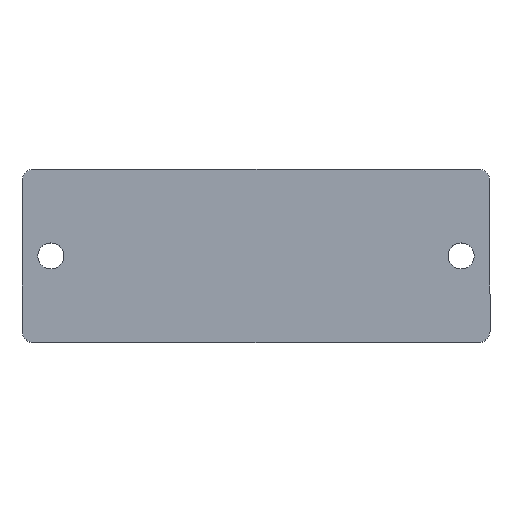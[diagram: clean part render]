
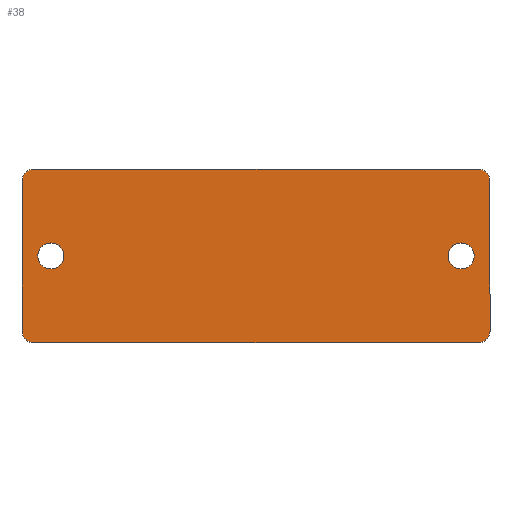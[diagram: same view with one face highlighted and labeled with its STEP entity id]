
A CAD part, top view. The second image highlights one B-rep face of the part: STEP entity #38.
In plain terms, the highlighted planar face has unit normal (0, 0, 1).
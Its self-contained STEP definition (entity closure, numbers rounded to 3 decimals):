
#7 = ORIENTED_EDGE ( 'NONE', *, *, #54, .T. ) ;
#8 = ORIENTED_EDGE ( 'NONE', *, *, #101, .T. ) ;
#17 = VERTEX_POINT ( 'NONE', #288 ) ;
#25 = ORIENTED_EDGE ( 'NONE', *, *, #43, .T. ) ;
#27 = EDGE_CURVE ( 'NONE', #212, #213, #266, .T. ) ;
#28 = ORIENTED_EDGE ( 'NONE', *, *, #70, .T. ) ;
#33 = VERTEX_POINT ( 'NONE', #270 ) ;
#35 = EDGE_LOOP ( 'NONE', ( #25, #64, #56, #50, #7, #28, #88, #8 ) ) ;
#36 = VERTEX_POINT ( 'NONE', #320 ) ;
#38 = ADVANCED_FACE ( 'NONE', ( #306, #321, #312 ), #319, .T. ) ;
#39 = VERTEX_POINT ( 'NONE', #313 ) ;
#40 = VERTEX_POINT ( 'NONE', #300 ) ;
#41 = EDGE_CURVE ( 'NONE', #39, #17, #309, .T. ) ;
#43 = EDGE_CURVE ( 'NONE', #48, #39, #297, .T. ) ;
#46 = ORIENTED_EDGE ( 'NONE', *, *, #53, .T. ) ;
#47 = ORIENTED_EDGE ( 'NONE', *, *, #176, .T. ) ;
#48 = VERTEX_POINT ( 'NONE', #296 ) ;
#49 = VERTEX_POINT ( 'NONE', #305 ) ;
#50 = ORIENTED_EDGE ( 'NONE', *, *, #55, .T. ) ;
#51 = EDGE_LOOP ( 'NONE', ( #46, #47 ) ) ;
#53 = EDGE_CURVE ( 'NONE', #183, #191, #299, .T. ) ;
#54 = EDGE_CURVE ( 'NONE', #33, #49, #314, .T. ) ;
#55 = EDGE_CURVE ( 'NONE', #36, #33, #351, .T. ) ;
#56 = ORIENTED_EDGE ( 'NONE', *, *, #72, .T. ) ;
#57 = EDGE_CURVE ( 'NONE', #40, #63, #335, .T. ) ;
#59 = ORIENTED_EDGE ( 'NONE', *, *, #27, .F. ) ;
#63 = VERTEX_POINT ( 'NONE', #380 ) ;
#64 = ORIENTED_EDGE ( 'NONE', *, *, #41, .T. ) ;
#68 = EDGE_LOOP ( 'NONE', ( #71, #59 ) ) ;
#70 = EDGE_CURVE ( 'NONE', #49, #40, #328, .T. ) ;
#71 = ORIENTED_EDGE ( 'NONE', *, *, #210, .F. ) ;
#72 = EDGE_CURVE ( 'NONE', #17, #36, #369, .T. ) ;
#88 = ORIENTED_EDGE ( 'NONE', *, *, #57, .T. ) ;
#101 = EDGE_CURVE ( 'NONE', #63, #48, #406, .T. ) ;
#176 = EDGE_CURVE ( 'NONE', #191, #183, #516, .T. ) ;
#183 = VERTEX_POINT ( 'NONE', #554 ) ;
#191 = VERTEX_POINT ( 'NONE', #551 ) ;
#210 = EDGE_CURVE ( 'NONE', #213, #212, #585, .T. ) ;
#212 = VERTEX_POINT ( 'NONE', #583 ) ;
#213 = VERTEX_POINT ( 'NONE', #595 ) ;
#264 = CARTESIAN_POINT ( 'NONE',  ( 35.5, 0., 8.5 ) ) ;
#265 = AXIS2_PLACEMENT_3D ( 'NONE', #264, #327, #326 ) ;
#266 = CIRCLE ( 'NONE', #265, 2.25 ) ;
#270 = CARTESIAN_POINT ( 'NONE',  ( 40.5, -13., 8.5 ) ) ;
#288 = CARTESIAN_POINT ( 'NONE',  ( -38.5, -15., 8.5 ) ) ;
#296 = CARTESIAN_POINT ( 'NONE',  ( -40.5, 13., 8.5 ) ) ;
#297 = LINE ( 'NONE', #354, #353 ) ;
#299 = CIRCLE ( 'NONE', #350, 2.25 ) ;
#300 = CARTESIAN_POINT ( 'NONE',  ( 38.5, 15., 8.5 ) ) ;
#301 = DIRECTION ( 'NONE',  ( 1., 0., 0. ) ) ;
#302 = DIRECTION ( 'NONE',  ( 0., 0., 1. ) ) ;
#303 = CARTESIAN_POINT ( 'NONE',  ( -40.5, -15., 8.5 ) ) ;
#304 = AXIS2_PLACEMENT_3D ( 'NONE', #311, #357, #356 ) ;
#305 = CARTESIAN_POINT ( 'NONE',  ( 40.5, 13., 8.5 ) ) ;
#306 = FACE_BOUND ( 'NONE', #51, .T. ) ;
#309 = CIRCLE ( 'NONE', #304, 2. ) ;
#310 = AXIS2_PLACEMENT_3D ( 'NONE', #303, #302, #301 ) ;
#311 = CARTESIAN_POINT ( 'NONE',  ( -38.5, -13., 8.5 ) ) ;
#312 = FACE_BOUND ( 'NONE', #68, .T. ) ;
#313 = CARTESIAN_POINT ( 'NONE',  ( -40.5, -13., 8.5 ) ) ;
#314 = LINE ( 'NONE', #349, #337 ) ;
#319 = PLANE ( 'NONE',  #310 ) ;
#320 = CARTESIAN_POINT ( 'NONE',  ( 38.5, -15., 8.5 ) ) ;
#321 = FACE_OUTER_BOUND ( 'NONE', #35, .T. ) ;
#326 = DIRECTION ( 'NONE',  ( 1., 0., 0. ) ) ;
#327 = DIRECTION ( 'NONE',  ( 0., 0., 1. ) ) ;
#328 = CIRCLE ( 'NONE', #370, 2. ) ;
#329 = DIRECTION ( 'NONE',  ( -1., 0., 0. ) ) ;
#330 = VECTOR ( 'NONE', #329, 1000. ) ;
#331 = CARTESIAN_POINT ( 'NONE',  ( -40.5, 15., 8.5 ) ) ;
#333 = DIRECTION ( 'NONE',  ( 1., 0., 0. ) ) ;
#334 = DIRECTION ( 'NONE',  ( 0., 0., 1. ) ) ;
#335 = LINE ( 'NONE', #331, #330 ) ;
#337 = VECTOR ( 'NONE', #348, 1000. ) ;
#338 = CARTESIAN_POINT ( 'NONE',  ( 38.5, -13., 8.5 ) ) ;
#339 = DIRECTION ( 'NONE',  ( -1., 0., 0. ) ) ;
#340 = DIRECTION ( 'NONE',  ( 0., 0., -1. ) ) ;
#341 = CARTESIAN_POINT ( 'NONE',  ( -35.5, 0., 8.5 ) ) ;
#344 = AXIS2_PLACEMENT_3D ( 'NONE', #338, #334, #333 ) ;
#348 = DIRECTION ( 'NONE',  ( 0., 1., 0. ) ) ;
#349 = CARTESIAN_POINT ( 'NONE',  ( 40.5, 15., 8.5 ) ) ;
#350 = AXIS2_PLACEMENT_3D ( 'NONE', #341, #340, #339 ) ;
#351 = CIRCLE ( 'NONE', #344, 2. ) ;
#352 = DIRECTION ( 'NONE',  ( 0., -1., 0. ) ) ;
#353 = VECTOR ( 'NONE', #352, 1000. ) ;
#354 = CARTESIAN_POINT ( 'NONE',  ( -40.5, 15., 8.5 ) ) ;
#356 = DIRECTION ( 'NONE',  ( 1., 0., 0. ) ) ;
#357 = DIRECTION ( 'NONE',  ( 0., 0., 1. ) ) ;
#358 = DIRECTION ( 'NONE',  ( 1., 0., 0. ) ) ;
#359 = VECTOR ( 'NONE', #358, 1000. ) ;
#360 = CARTESIAN_POINT ( 'NONE',  ( -40.5, -15., 8.5 ) ) ;
#364 = DIRECTION ( 'NONE',  ( 1., 0., 0. ) ) ;
#365 = DIRECTION ( 'NONE',  ( 0., 0., 1. ) ) ;
#369 = LINE ( 'NONE', #360, #359 ) ;
#370 = AXIS2_PLACEMENT_3D ( 'NONE', #374, #365, #364 ) ;
#374 = CARTESIAN_POINT ( 'NONE',  ( 38.5, 13., 8.5 ) ) ;
#380 = CARTESIAN_POINT ( 'NONE',  ( -38.5, 15., 8.5 ) ) ;
#391 = CARTESIAN_POINT ( 'NONE',  ( -38.5, 13., 8.5 ) ) ;
#406 = CIRCLE ( 'NONE', #453, 2. ) ;
#443 = DIRECTION ( 'NONE',  ( 1., 0., 0. ) ) ;
#451 = DIRECTION ( 'NONE',  ( 0., 0., 1. ) ) ;
#453 = AXIS2_PLACEMENT_3D ( 'NONE', #391, #451, #443 ) ;
#516 = CIRCLE ( 'NONE', #530, 2.25 ) ;
#530 = AXIS2_PLACEMENT_3D ( 'NONE', #574, #573, #572 ) ;
#551 = CARTESIAN_POINT ( 'NONE',  ( -33.25, 0., 8.5 ) ) ;
#554 = CARTESIAN_POINT ( 'NONE',  ( -37.75, 0., 8.5 ) ) ;
#572 = DIRECTION ( 'NONE',  ( -1., 0., 0. ) ) ;
#573 = DIRECTION ( 'NONE',  ( 0., 0., -1. ) ) ;
#574 = CARTESIAN_POINT ( 'NONE',  ( -35.5, 0., 8.5 ) ) ;
#576 = DIRECTION ( 'NONE',  ( 1., 0., 0. ) ) ;
#577 = DIRECTION ( 'NONE',  ( 0., 0., 1. ) ) ;
#578 = CARTESIAN_POINT ( 'NONE',  ( 35.5, 0., 8.5 ) ) ;
#579 = AXIS2_PLACEMENT_3D ( 'NONE', #578, #577, #576 ) ;
#583 = CARTESIAN_POINT ( 'NONE',  ( 37.75, 0., 8.5 ) ) ;
#585 = CIRCLE ( 'NONE', #579, 2.25 ) ;
#595 = CARTESIAN_POINT ( 'NONE',  ( 33.25, 0., 8.5 ) ) ;
